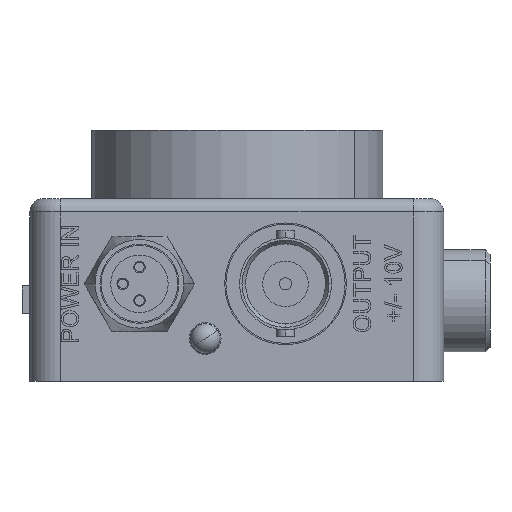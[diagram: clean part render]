
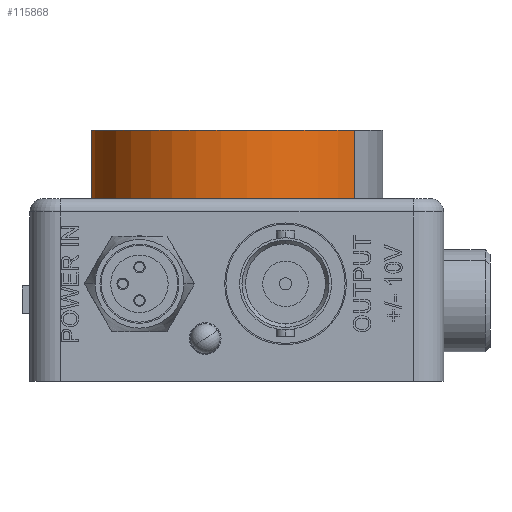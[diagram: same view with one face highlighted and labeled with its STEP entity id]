
A CAD part, front view. The second image highlights one B-rep face of the part: STEP entity #115868.
In plain terms, the highlighted cylindrical face has radius 15.24 mm (diameter 30.48 mm), a partial arc.
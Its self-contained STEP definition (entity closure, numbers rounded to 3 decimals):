
#101155 = CARTESIAN_POINT ( 'NONE',  ( 9.284, 47.09, 26.162 ) ) ;
#101331 = LINE ( 'NONE', #101437, #101436 ) ;
#101376 = CARTESIAN_POINT ( 'NONE',  ( 21.59, 38.1, 26.162 ) ) ;
#101378 = AXIS2_PLACEMENT_3D ( 'NONE', #101376, #101506, #101504 ) ;
#101385 = DIRECTION ( 'NONE',  ( -0.807, 0.59, 0. ) ) ;
#101387 = DIRECTION ( 'NONE',  ( 0., 0., -1. ) ) ;
#101389 = CARTESIAN_POINT ( 'NONE',  ( 21.59, 38.1, 26.162 ) ) ;
#101391 = AXIS2_PLACEMENT_3D ( 'NONE', #101389, #101387, #101385 ) ;
#101392 = CIRCLE ( 'NONE', #101378, 15.24 ) ;
#101397 = CYLINDRICAL_SURFACE ( 'NONE', #101391, 15.24 ) ;
#101434 = FACE_OUTER_BOUND ( 'NONE', #115960, .T. ) ;
#101435 = DIRECTION ( 'NONE',  ( 0., 0., -1. ) ) ;
#101436 = VECTOR ( 'NONE', #101435, 1000. ) ;
#101437 = CARTESIAN_POINT ( 'NONE',  ( 9.284, 47.09, 26.162 ) ) ;
#101504 = DIRECTION ( 'NONE',  ( 0.807, -0.59, 0. ) ) ;
#101506 = DIRECTION ( 'NONE',  ( 0., 0., 1. ) ) ;
#102449 = CARTESIAN_POINT ( 'NONE',  ( 33.896, 29.11, 19.05 ) ) ;
#102553 = CARTESIAN_POINT ( 'NONE',  ( 33.896, 29.11, 26.162 ) ) ;
#102583 = CARTESIAN_POINT ( 'NONE',  ( 9.284, 47.09, 19.05 ) ) ;
#102599 = DIRECTION ( 'NONE',  ( 0., 0., -1. ) ) ;
#102600 = VECTOR ( 'NONE', #102599, 1000. ) ;
#102602 = CARTESIAN_POINT ( 'NONE',  ( 33.896, 29.11, 26.162 ) ) ;
#102603 = LINE ( 'NONE', #102602, #102600 ) ;
#102794 = DIRECTION ( 'NONE',  ( 0.807, -0.59, 0. ) ) ;
#102796 = DIRECTION ( 'NONE',  ( 0., 0., 1. ) ) ;
#102799 = CARTESIAN_POINT ( 'NONE',  ( 21.59, 38.1, 19.05 ) ) ;
#102800 = AXIS2_PLACEMENT_3D ( 'NONE', #102799, #102796, #102794 ) ;
#102801 = CIRCLE ( 'NONE', #102800, 15.24 ) ;
#115817 = VERTEX_POINT ( 'NONE', #101155 ) ;
#115865 = EDGE_CURVE ( 'NONE', #115817, #115955, #101331, .T. ) ;
#115868 = ADVANCED_FACE ( 'NONE', ( #101434 ), #101397, .T. ) ;
#115869 = ORIENTED_EDGE ( 'NONE', *, *, #115948, .F. ) ;
#115870 = ORIENTED_EDGE ( 'NONE', *, *, #115872, .F. ) ;
#115872 = EDGE_CURVE ( 'NONE', #115817, #115926, #101392, .T. ) ;
#115873 = ORIENTED_EDGE ( 'NONE', *, *, #115865, .T. ) ;
#115915 = VERTEX_POINT ( 'NONE', #102449 ) ;
#115926 = VERTEX_POINT ( 'NONE', #102553 ) ;
#115948 = EDGE_CURVE ( 'NONE', #115926, #115915, #102603, .T. ) ;
#115955 = VERTEX_POINT ( 'NONE', #102583 ) ;
#115960 = EDGE_LOOP ( 'NONE', ( #115869, #115870, #115873, #115975 ) ) ;
#115975 = ORIENTED_EDGE ( 'NONE', *, *, #115977, .T. ) ;
#115977 = EDGE_CURVE ( 'NONE', #115955, #115915, #102801, .T. ) ;
